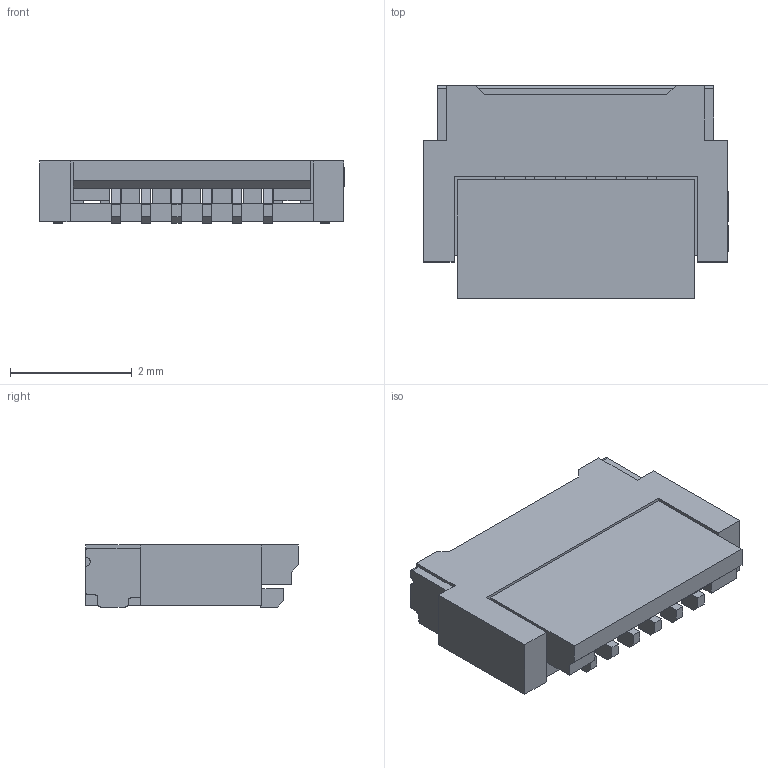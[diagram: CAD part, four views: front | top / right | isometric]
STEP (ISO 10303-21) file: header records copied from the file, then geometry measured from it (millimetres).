
FILE_DESCRIPTION (( 'STEP AP214' ), '1' );
FILE_NAME ('FPC-SMD_6P-P0.50_HC-FPC-05-09-6RLTAG.STEP', '2023-01-08T12:30:19', ( '' ), ( '' ), 'SwSTEP 2.0', 'SolidWorks 2020', '' );
FILE_SCHEMA (( 'AUTOMOTIVE_DESIGN' ));
Length unit declared in the file: millimetre
Products named in the file (1): FPC-SMD_6P-P0.50_HC-FPC-05-09-6RLTAG
Bounding box: 5.01 x 3.5 x 1.02 mm (x, y, z)
Volume: 12 mm3; surface area: 94.2 mm2
Topology: 4 solids, 4 shells, 515 faces, 1447 edges, 962 vertices
Faces by surface type: plane 343, bspline 98, cylinder 74
Entity records: 22755 total; most frequent: CARTESIAN_POINT 4231, ORIENTED_EDGE 2894, DIRECTION 2231, EDGE_CURVE 1447, LINE 1099, VECTOR 1099, VERTEX_POINT 962, AXIS2_PLACEMENT_3D 566
